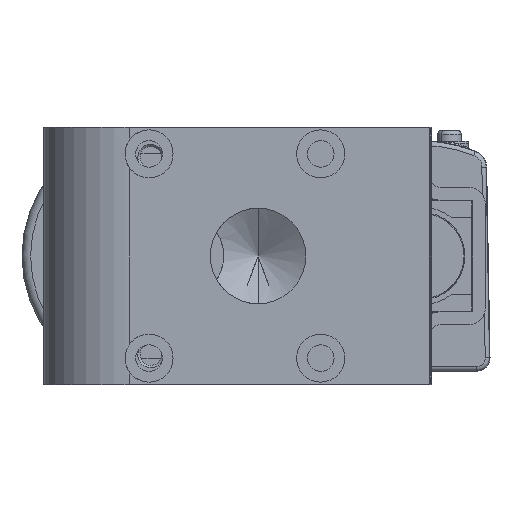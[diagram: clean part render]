
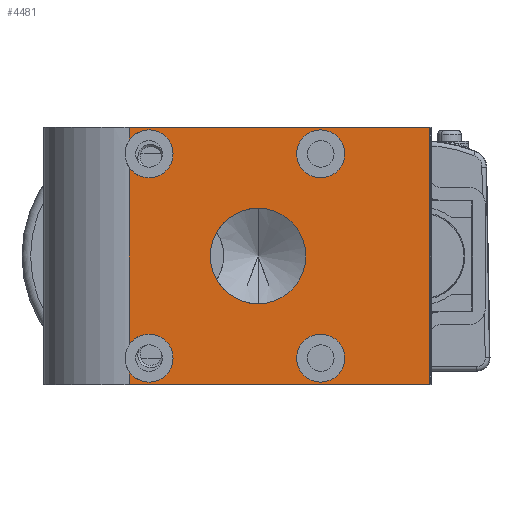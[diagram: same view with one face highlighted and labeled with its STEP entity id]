
A CAD part, left-side view. The second image highlights one B-rep face of the part: STEP entity #4481.
In plain terms, the highlighted planar face has unit normal (-1, 0, 0).
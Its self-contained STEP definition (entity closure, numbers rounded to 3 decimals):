
#4481=ADVANCED_FACE('',(#10551,#10552,#10553,#10554),#10555,.F.);
#10551=FACE_OUTER_BOUND('',#19593,.T.);
#10552=FACE_BOUND('',#19594,.T.);
#10553=FACE_BOUND('',#19595,.T.);
#10554=FACE_BOUND('',#19596,.T.);
#10555=PLANE('',#19597);
#19593=EDGE_LOOP('',(#60873,#60874,#60875,#60876,#60877,#60878,#60879,#60880,#60881,#60882,#60883,#60884));
#19594=EDGE_LOOP('',(#60885,#60886));
#19595=EDGE_LOOP('',(#60887,#60888));
#19596=EDGE_LOOP('',(#60889,#60890));
#19597=AXIS2_PLACEMENT_3D('',#60891,#60892,#60893);
#60873=ORIENTED_EDGE('',*,*,#77747,.F.);
#60874=ORIENTED_EDGE('',*,*,#77735,.F.);
#60875=ORIENTED_EDGE('',*,*,#77721,.F.);
#60876=ORIENTED_EDGE('',*,*,#77737,.F.);
#60877=ORIENTED_EDGE('',*,*,#77746,.F.);
#60878=ORIENTED_EDGE('',*,*,#77752,.T.);
#60879=ORIENTED_EDGE('',*,*,#77753,.T.);
#60880=ORIENTED_EDGE('',*,*,#77754,.T.);
#60881=ORIENTED_EDGE('',*,*,#77748,.F.);
#60882=ORIENTED_EDGE('',*,*,#77730,.F.);
#60883=ORIENTED_EDGE('',*,*,#77726,.F.);
#60884=ORIENTED_EDGE('',*,*,#77732,.F.);
#60885=ORIENTED_EDGE('',*,*,#77740,.F.);
#60886=ORIENTED_EDGE('',*,*,#77716,.F.);
#60887=ORIENTED_EDGE('',*,*,#77743,.F.);
#60888=ORIENTED_EDGE('',*,*,#77711,.F.);
#60889=ORIENTED_EDGE('',*,*,#77703,.T.);
#60890=ORIENTED_EDGE('',*,*,#77755,.T.);
#60891=CARTESIAN_POINT('',(-50.0,-32.5,15.0));
#60892=DIRECTION('',(1.0,0.0,0.));
#60893=DIRECTION('',(0.,0.0,-1.0));
#77703=EDGE_CURVE('',#88147,#88145,#88148,.T.);
#77711=EDGE_CURVE('',#88158,#88160,#88161,.T.);
#77716=EDGE_CURVE('',#88167,#88169,#88170,.T.);
#77721=EDGE_CURVE('',#88176,#88178,#88179,.T.);
#77726=EDGE_CURVE('',#88185,#88187,#88188,.T.);
#77730=EDGE_CURVE('',#88187,#88192,#88193,.T.);
#77732=EDGE_CURVE('',#88194,#88185,#88196,.T.);
#77735=EDGE_CURVE('',#88178,#88199,#88200,.T.);
#77737=EDGE_CURVE('',#88201,#88176,#88203,.T.);
#77740=EDGE_CURVE('',#88169,#88167,#88206,.T.);
#77743=EDGE_CURVE('',#88160,#88158,#88209,.T.);
#77746=EDGE_CURVE('',#88212,#88201,#88214,.T.);
#77747=EDGE_CURVE('',#88199,#88194,#88215,.T.);
#77748=EDGE_CURVE('',#88192,#88216,#88217,.T.);
#77752=EDGE_CURVE('',#88212,#88222,#88223,.T.);
#77753=EDGE_CURVE('',#88222,#88224,#88225,.T.);
#77754=EDGE_CURVE('',#88224,#88216,#88226,.T.);
#77755=EDGE_CURVE('',#88145,#88147,#88227,.T.);
#88145=VERTEX_POINT('',#104343);
#88147=VERTEX_POINT('',#104346);
#88148=CIRCLE('',#104347,5.563);
#88158=VERTEX_POINT('',#104360);
#88160=VERTEX_POINT('',#104363);
#88161=CIRCLE('',#104364,2.8);
#88167=VERTEX_POINT('',#104371);
#88169=VERTEX_POINT('',#104374);
#88170=CIRCLE('',#104375,2.8);
#88176=VERTEX_POINT('',#104382);
#88178=VERTEX_POINT('',#104385);
#88179=CIRCLE('',#104386,2.8);
#88185=VERTEX_POINT('',#104393);
#88187=VERTEX_POINT('',#104396);
#88188=CIRCLE('',#104397,2.8);
#88192=VERTEX_POINT('',#104402);
#88193=CIRCLE('',#104403,2.8);
#88194=VERTEX_POINT('',#104404);
#88196=CIRCLE('',#104419,2.8);
#88199=VERTEX_POINT('',#104422);
#88200=CIRCLE('',#104423,2.8);
#88201=VERTEX_POINT('',#104424);
#88203=CIRCLE('',#104439,2.8);
#88206=CIRCLE('',#104442,2.8);
#88209=CIRCLE('',#104445,2.8);
#88212=VERTEX_POINT('',#104448);
#88214=LINE('',#104450,#104451);
#88215=LINE('',#104452,#104453);
#88216=VERTEX_POINT('',#104454);
#88217=LINE('',#104455,#104456);
#88222=VERTEX_POINT('',#104462);
#88223=LINE('',#104463,#104464);
#88224=VERTEX_POINT('',#104465);
#88225=LINE('',#104466,#104467);
#88226=LINE('',#104468,#104469);
#88227=CIRCLE('',#104470,5.563);
#104343=CARTESIAN_POINT('',(-50.0,-12.5,-5.563));
#104346=CARTESIAN_POINT('',(-50.0,-12.5,5.563));
#104347=AXIS2_PLACEMENT_3D('',#124020,#124021,#124022);
#104360=CARTESIAN_POINT('',(-50.0,-19.8,9.1));
#104363=CARTESIAN_POINT('',(-50.0,-19.8,14.7));
#104364=AXIS2_PLACEMENT_3D('',#124030,#124031,#124032);
#104371=CARTESIAN_POINT('',(-50.0,-19.8,-14.7));
#104374=CARTESIAN_POINT('',(-50.0,-19.8,-9.1));
#104375=AXIS2_PLACEMENT_3D('',#124038,#124039,#124040);
#104382=CARTESIAN_POINT('',(-50.0,0.2,-14.7));
#104385=CARTESIAN_POINT('',(-50.0,0.2,-9.1));
#104386=AXIS2_PLACEMENT_3D('',#124046,#124047,#124048);
#104393=CARTESIAN_POINT('',(-50.0,0.2,9.1));
#104396=CARTESIAN_POINT('',(-50.0,0.2,14.7));
#104397=AXIS2_PLACEMENT_3D('',#124054,#124055,#124056);
#104402=CARTESIAN_POINT('',(-50.0,2.5,13.497));
#104403=AXIS2_PLACEMENT_3D('',#124061,#124062,#124063);
#104404=CARTESIAN_POINT('',(-50.0,2.5,10.303));
#104419=AXIS2_PLACEMENT_3D('',#124064,#124065,#124066);
#104422=CARTESIAN_POINT('',(-50.0,2.5,-10.303));
#104423=AXIS2_PLACEMENT_3D('',#124070,#124071,#124072);
#104424=CARTESIAN_POINT('',(-50.0,2.5,-13.497));
#104439=AXIS2_PLACEMENT_3D('',#124073,#124074,#124075);
#104442=AXIS2_PLACEMENT_3D('',#124079,#124080,#124081);
#104445=AXIS2_PLACEMENT_3D('',#124085,#124086,#124087);
#104448=CARTESIAN_POINT('',(-50.0,2.5,-15.0));
#104450=CARTESIAN_POINT('',(-50.0,2.5,15.0));
#104451=VECTOR('',#124091,1000.0);
#104452=CARTESIAN_POINT('',(-50.0,2.5,15.0));
#104453=VECTOR('',#124092,1000.0);
#104454=CARTESIAN_POINT('',(-50.0,2.5,15.0));
#104455=CARTESIAN_POINT('',(-50.0,2.5,15.0));
#104456=VECTOR('',#124093,1000.0);
#104462=CARTESIAN_POINT('',(-50.0,-32.5,-15.0));
#104463=CARTESIAN_POINT('',(-50.0,12.5,-15.0));
#104464=VECTOR('',#124098,1000.0);
#104465=CARTESIAN_POINT('',(-50.0,-32.5,15.0));
#104466=CARTESIAN_POINT('',(-50.0,-32.5,15.0));
#104467=VECTOR('',#124099,1000.0);
#104468=CARTESIAN_POINT('',(-50.0,12.5,15.0));
#104469=VECTOR('',#124100,1000.0);
#104470=AXIS2_PLACEMENT_3D('',#124101,#124102,#124103);
#124020=CARTESIAN_POINT('',(-50.0,-12.5,0.0));
#124021=DIRECTION('',(1.0,0.0,0.));
#124022=DIRECTION('',(0.,0.0,1.0));
#124030=CARTESIAN_POINT('',(-50.0,-19.8,11.9));
#124031=DIRECTION('',(-1.0,0.0,0.));
#124032=DIRECTION('',(0.,0.0,1.0));
#124038=CARTESIAN_POINT('',(-50.0,-19.8,-11.9));
#124039=DIRECTION('',(-1.0,0.0,0.));
#124040=DIRECTION('',(0.,0.0,1.0));
#124046=CARTESIAN_POINT('',(-50.0,0.2,-11.9));
#124047=DIRECTION('',(-1.0,0.0,0.));
#124048=DIRECTION('',(0.,0.0,1.0));
#124054=CARTESIAN_POINT('',(-50.0,0.2,11.9));
#124055=DIRECTION('',(-1.0,0.0,0.));
#124056=DIRECTION('',(0.,0.0,1.0));
#124061=CARTESIAN_POINT('',(-50.0,0.2,11.9));
#124062=DIRECTION('',(-1.0,0.0,0.));
#124063=DIRECTION('',(0.,0.0,1.0));
#124064=CARTESIAN_POINT('',(-50.0,0.2,11.9));
#124065=DIRECTION('',(-1.0,0.0,0.));
#124066=DIRECTION('',(0.,0.0,1.0));
#124070=CARTESIAN_POINT('',(-50.0,0.2,-11.9));
#124071=DIRECTION('',(-1.0,0.0,0.));
#124072=DIRECTION('',(0.,0.0,1.0));
#124073=CARTESIAN_POINT('',(-50.0,0.2,-11.9));
#124074=DIRECTION('',(-1.0,0.0,0.));
#124075=DIRECTION('',(0.,0.0,1.0));
#124079=CARTESIAN_POINT('',(-50.0,-19.8,-11.9));
#124080=DIRECTION('',(-1.0,0.0,0.));
#124081=DIRECTION('',(0.,0.0,1.0));
#124085=CARTESIAN_POINT('',(-50.0,-19.8,11.9));
#124086=DIRECTION('',(-1.0,0.0,0.));
#124087=DIRECTION('',(0.,0.0,1.0));
#124091=DIRECTION('',(0.,0.0,1.0));
#124092=DIRECTION('',(0.,0.0,1.0));
#124093=DIRECTION('',(0.,0.0,1.0));
#124098=DIRECTION('',(0.0,-1.0,0.0));
#124099=DIRECTION('',(0.,0.0,1.0));
#124100=DIRECTION('',(0.0,1.0,0.0));
#124101=CARTESIAN_POINT('',(-50.0,-12.5,0.0));
#124102=DIRECTION('',(1.0,0.0,0.));
#124103=DIRECTION('',(0.,0.0,1.0));
